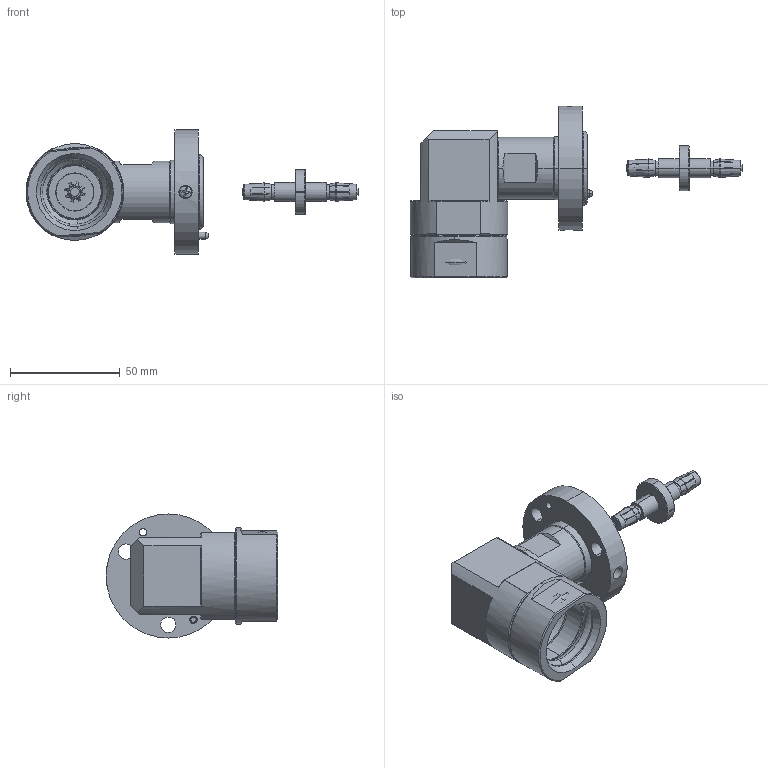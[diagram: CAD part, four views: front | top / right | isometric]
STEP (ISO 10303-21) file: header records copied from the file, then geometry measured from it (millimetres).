
FILE_DESCRIPTION (( 'STEP AP203' ), '1' );
FILE_NAME ('R13-1.STEP', '2016-11-29T05:55:21', ( 'AFY' ), ( '' ), 'SwSTEP 2.0', 'SolidWorks 2010', '' );
FILE_SCHEMA (( 'CONFIG_CONTROL_DESIGN' ));
Length unit declared in the file: millimetre
Products named in the file (23): BT10000L; BT10000J; BRG0000B; CWS0000J; BRG00008; BRG00010; CXT0000G; R13-1; CX000001; CX000002; BT10000K; BT10000H; B216-4穩奪_Default; BT10000I; AQY00029_Default; BRG0000N; BRG0000K; BRG0000C; BRG0000Y; CWZ00002; CWZ00005; CWZ00006; CWZ00007
Assembly tree (26 placements, depth 2):
  R13-1
    BRG0000C
    BT10000J
    AQY00029_Default  x3
    BT10000H
    BRG0000B
    CWZ00007
    BT10000K
    CWZ00005
    BT10000I  x2
    BRG0000K
    BRG00010  x2
    BRG00008
    CWS0000J
    BRG0000N
    CX000002
    CX000001
    B216-4穩奪_Default
    CWZ00002
    BT10000L
    BRG0000Y
    CXT0000G
    CWZ00006
Bounding box: 151.2 x 78.15 x 56.5 mm (x, y, z)
Volume: 95171.8 mm3; surface area: 57599.8 mm2
Topology: 26 solids, 26 shells, 1497 faces, 3242 edges, 1828 vertices
Faces by surface type: cone 752, cylinder 417, plane 258, torus 64, sphere 6
Entity records: 35605 total; most frequent: CARTESIAN_POINT 6615, DIRECTION 6124, ORIENTED_EDGE 5132, EDGE_CURVE 2566, AXIS2_PLACEMENT_3D 2513, VERTEX_POINT 1448, EDGE_LOOP 1288, CIRCLE 1282
